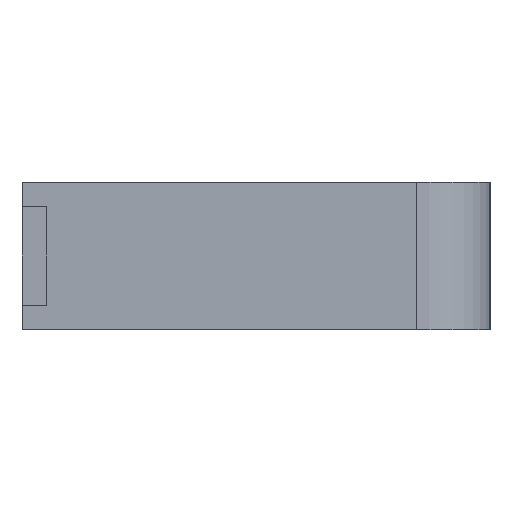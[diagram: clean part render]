
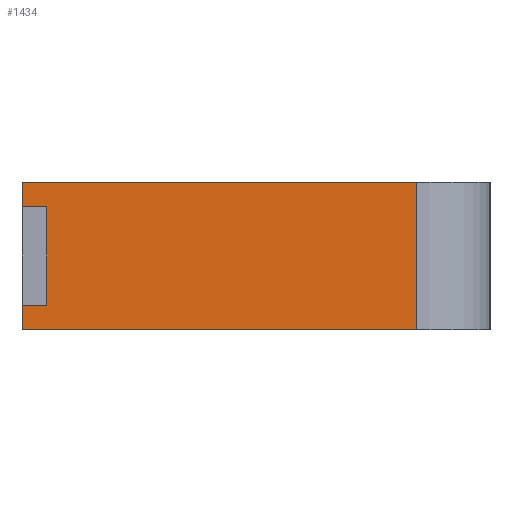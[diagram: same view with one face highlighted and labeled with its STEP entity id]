
A CAD part, left-side view. The second image highlights one B-rep face of the part: STEP entity #1434.
In plain terms, the highlighted planar face has unit normal (-1, 0, 0).
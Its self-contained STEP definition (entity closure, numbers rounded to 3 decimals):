
#123 = LINE ( 'NONE', #2785, #3483 ) ;
#160 = DIRECTION ( 'NONE',  ( 0., -1., 0. ) ) ;
#181 = VERTEX_POINT ( 'NONE', #6741 ) ;
#224 = FACE_OUTER_BOUND ( 'NONE', #3930, .T. ) ;
#239 = CARTESIAN_POINT ( 'NONE',  ( -29.5, 8.5, 2. ) ) ;
#392 = EDGE_CURVE ( 'NONE', #5360, #1694, #5426, .T. ) ;
#427 = AXIS2_PLACEMENT_3D ( 'NONE', #1925, #2892, #4035 ) ;
#473 = VECTOR ( 'NONE', #5914, 1000. ) ;
#551 = ORIENTED_EDGE ( 'NONE', *, *, #3036, .F. ) ;
#585 = DIRECTION ( 'NONE',  ( 0., 0., -1. ) ) ;
#846 = CARTESIAN_POINT ( 'NONE',  ( -29.5, 9.5, 3. ) ) ;
#860 = CARTESIAN_POINT ( 'NONE',  ( -29.5, 9.5, 3. ) ) ;
#965 = LINE ( 'NONE', #860, #2345 ) ;
#988 = ORIENTED_EDGE ( 'NONE', *, *, #5567, .T. ) ;
#1434 = ADVANCED_FACE ( 'NONE', ( #224 ), #4482, .F. ) ;
#1520 = LINE ( 'NONE', #5866, #1693 ) ;
#1536 = VERTEX_POINT ( 'NONE', #4206 ) ;
#1588 = ORIENTED_EDGE ( 'NONE', *, *, #392, .T. ) ;
#1693 = VECTOR ( 'NONE', #585, 1000. ) ;
#1694 = VERTEX_POINT ( 'NONE', #4800 ) ;
#1756 = EDGE_CURVE ( 'NONE', #1536, #4165, #123, .T. ) ;
#1925 = CARTESIAN_POINT ( 'NONE',  ( -29.5, 9.5, 3. ) ) ;
#1946 = LINE ( 'NONE', #846, #5749 ) ;
#1949 = VERTEX_POINT ( 'NONE', #6572 ) ;
#2057 = VECTOR ( 'NONE', #4589, 1000. ) ;
#2084 = ORIENTED_EDGE ( 'NONE', *, *, #5771, .T. ) ;
#2111 = VERTEX_POINT ( 'NONE', #5704 ) ;
#2345 = VECTOR ( 'NONE', #5174, 1000. ) ;
#2785 = CARTESIAN_POINT ( 'NONE',  ( -29.5, 9.5, 2. ) ) ;
#2802 = CARTESIAN_POINT ( 'NONE',  ( -29.5, 9.5, -2. ) ) ;
#2892 = DIRECTION ( 'NONE',  ( 1., 0., 0. ) ) ;
#3015 = LINE ( 'NONE', #4085, #3940 ) ;
#3036 = EDGE_CURVE ( 'NONE', #181, #2111, #1946, .T. ) ;
#3079 = LINE ( 'NONE', #5179, #6654 ) ;
#3152 = EDGE_CURVE ( 'NONE', #3173, #1949, #3015, .T. ) ;
#3173 = VERTEX_POINT ( 'NONE', #5706 ) ;
#3483 = VECTOR ( 'NONE', #160, 1000. ) ;
#3626 = EDGE_CURVE ( 'NONE', #1949, #2111, #3079, .T. ) ;
#3631 = LINE ( 'NONE', #5106, #2057 ) ;
#3930 = EDGE_LOOP ( 'NONE', ( #4411, #6142, #551, #988, #5595, #2084, #1588, #5670 ) ) ;
#3940 = VECTOR ( 'NONE', #6260, 1000. ) ;
#3947 = CARTESIAN_POINT ( 'NONE',  ( -29.5, 8.5, -2. ) ) ;
#4035 = DIRECTION ( 'NONE',  ( 0., 0., -1. ) ) ;
#4085 = CARTESIAN_POINT ( 'NONE',  ( -29.5, 9.5, -3. ) ) ;
#4165 = VERTEX_POINT ( 'NONE', #239 ) ;
#4206 = CARTESIAN_POINT ( 'NONE',  ( -29.5, 9.5, 2. ) ) ;
#4411 = ORIENTED_EDGE ( 'NONE', *, *, #3152, .T. ) ;
#4482 = PLANE ( 'NONE',  #427 ) ;
#4589 = DIRECTION ( 'NONE',  ( 0., 0., -1. ) ) ;
#4733 = DIRECTION ( 'NONE',  ( 0., 0., 1. ) ) ;
#4800 = CARTESIAN_POINT ( 'NONE',  ( -29.5, 9.5, -2. ) ) ;
#5106 = CARTESIAN_POINT ( 'NONE',  ( -29.5, 9.5, 3. ) ) ;
#5174 = DIRECTION ( 'NONE',  ( 0., 0., -1. ) ) ;
#5179 = CARTESIAN_POINT ( 'NONE',  ( -29.5, -6.5, 3. ) ) ;
#5360 = VERTEX_POINT ( 'NONE', #3947 ) ;
#5426 = LINE ( 'NONE', #2802, #473 ) ;
#5567 = EDGE_CURVE ( 'NONE', #181, #1536, #965, .T. ) ;
#5595 = ORIENTED_EDGE ( 'NONE', *, *, #1756, .T. ) ;
#5670 = ORIENTED_EDGE ( 'NONE', *, *, #6829, .T. ) ;
#5704 = CARTESIAN_POINT ( 'NONE',  ( -29.5, -6.5, 3. ) ) ;
#5706 = CARTESIAN_POINT ( 'NONE',  ( -29.5, 9.5, -3. ) ) ;
#5749 = VECTOR ( 'NONE', #6605, 1000. ) ;
#5771 = EDGE_CURVE ( 'NONE', #4165, #5360, #1520, .T. ) ;
#5866 = CARTESIAN_POINT ( 'NONE',  ( -29.5, 8.5, 3. ) ) ;
#5914 = DIRECTION ( 'NONE',  ( 0., 1., 0. ) ) ;
#6142 = ORIENTED_EDGE ( 'NONE', *, *, #3626, .T. ) ;
#6260 = DIRECTION ( 'NONE',  ( 0., -1., 0. ) ) ;
#6572 = CARTESIAN_POINT ( 'NONE',  ( -29.5, -6.5, -3. ) ) ;
#6605 = DIRECTION ( 'NONE',  ( 0., -1., 0. ) ) ;
#6654 = VECTOR ( 'NONE', #4733, 1000. ) ;
#6741 = CARTESIAN_POINT ( 'NONE',  ( -29.5, 9.5, 3. ) ) ;
#6829 = EDGE_CURVE ( 'NONE', #1694, #3173, #3631, .T. ) ;
